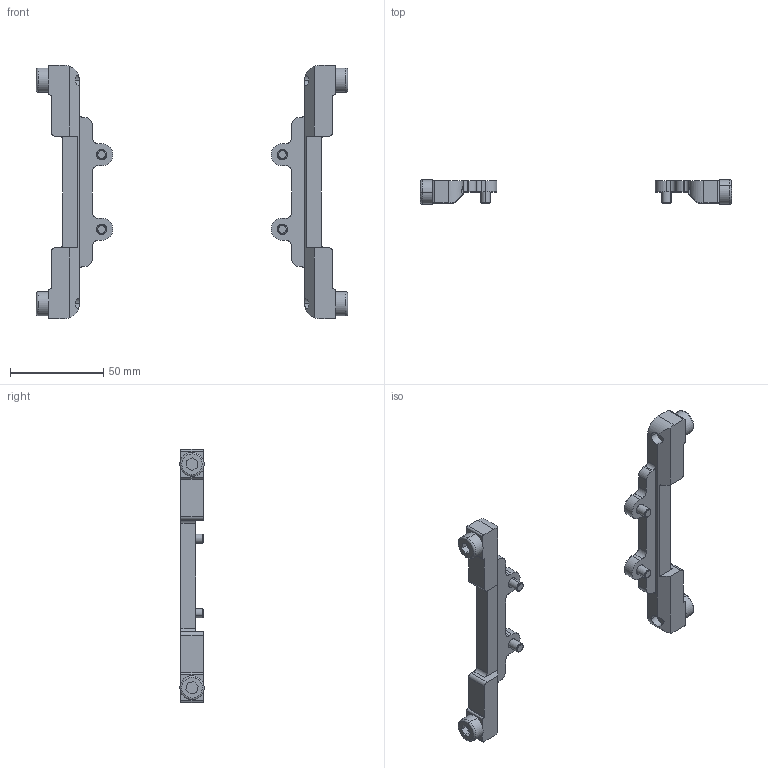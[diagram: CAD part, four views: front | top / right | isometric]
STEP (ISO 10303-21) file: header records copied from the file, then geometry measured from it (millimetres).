
FILE_DESCRIPTION (( 'STEP AP203' ), '1' );
FILE_NAME ('P1313.STEP', '2019-10-29T11:32:12', ( '' ), ( '' ), 'SwSTEP 2.0', 'SolidWorks 2017', '' );
FILE_SCHEMA (( 'CONFIG_CONTROL_DESIGN' ));
Length unit declared in the file: millimetre
Products named in the file (4): MF6S 5x12; P1313; P0182-023A; MC6S 8x12
Assembly tree (10 placements, depth 2):
  P1313
    P0182-023A  x2
    MC6S 8x12  x4
    MF6S 5x12  x4
Bounding box: 167 x 13 x 136 mm (x, y, z)
Volume: 47524.5 mm3; surface area: 22605.7 mm2
Topology: 10 solids, 10 shells, 258 faces, 638 edges, 408 vertices
Faces by surface type: plane 130, cylinder 88, cone 32, torus 8
Entity records: 3579 total; most frequent: CARTESIAN_POINT 574, DIRECTION 533, ORIENTED_EDGE 490, EDGE_CURVE 245, AXIS2_PLACEMENT_3D 189, VERTEX_POINT 158, VECTOR 155, LINE 155
